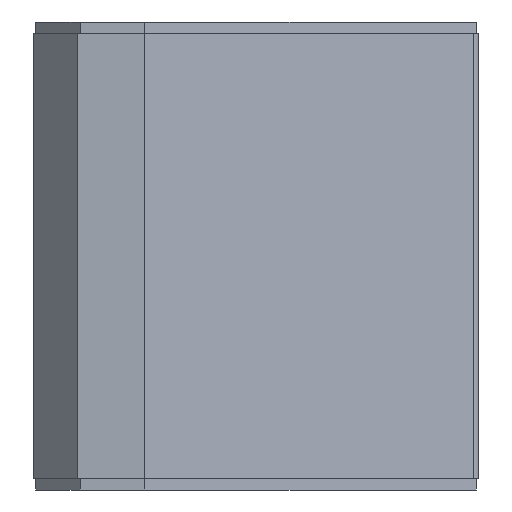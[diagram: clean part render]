
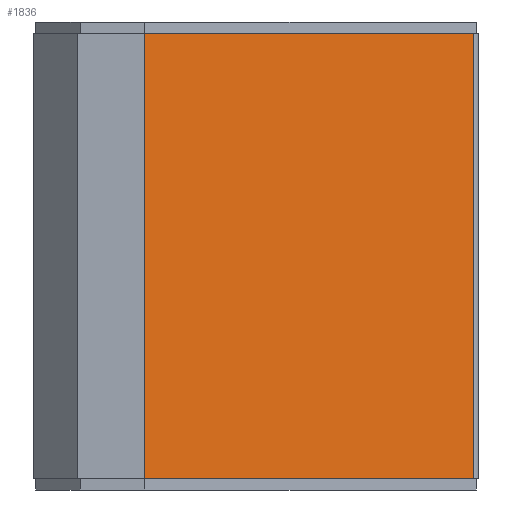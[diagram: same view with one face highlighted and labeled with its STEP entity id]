
A CAD part, left-side view. The second image highlights one B-rep face of the part: STEP entity #1836.
In plain terms, the highlighted planar face has unit normal (-0.981, -0.196, 0).
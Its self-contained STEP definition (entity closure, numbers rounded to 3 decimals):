
#1073 = EDGE_CURVE ( 'NONE', #1077, #1078, #5296, .T. ) ;
#1077 = VERTEX_POINT ( 'NONE', #5352 ) ;
#1078 = VERTEX_POINT ( 'NONE', #5351 ) ;
#1304 = EDGE_CURVE ( 'NONE', #1305, #1078, #5787, .T. ) ;
#1305 = VERTEX_POINT ( 'NONE', #5783 ) ;
#1409 = EDGE_CURVE ( 'NONE', #1077, #1506, #6199, .T. ) ;
#1506 = VERTEX_POINT ( 'NONE', #6400 ) ;
#1833 = ORIENTED_EDGE ( 'NONE', *, *, #2204, .T. ) ;
#1835 = EDGE_LOOP ( 'NONE', ( #1837, #1833, #2022, #2027 ) ) ;
#1836 = ADVANCED_FACE ( 'NONE', ( #7321 ), #7305, .F. ) ;
#1837 = ORIENTED_EDGE ( 'NONE', *, *, #1409, .T. ) ;
#2022 = ORIENTED_EDGE ( 'NONE', *, *, #1304, .T. ) ;
#2027 = ORIENTED_EDGE ( 'NONE', *, *, #1073, .F. ) ;
#2204 = EDGE_CURVE ( 'NONE', #1506, #1305, #8048, .T. ) ;
#5288 = DIRECTION ( 'NONE',  ( 0., 0., 1. ) ) ;
#5289 = VECTOR ( 'NONE', #5288, 1000. ) ;
#5290 = CARTESIAN_POINT ( 'NONE',  ( -27.685, 11.327, -21. ) ) ;
#5296 = LINE ( 'NONE', #5290, #5289 ) ;
#5351 = CARTESIAN_POINT ( 'NONE',  ( -27.685, 11.327, 0. ) ) ;
#5352 = CARTESIAN_POINT ( 'NONE',  ( -27.685, 11.327, -20. ) ) ;
#5783 = CARTESIAN_POINT ( 'NONE',  ( -24.733, -3.432, 0. ) ) ;
#5784 = DIRECTION ( 'NONE',  ( -0.196, 0.981, 0. ) ) ;
#5785 = VECTOR ( 'NONE', #5784, 1000. ) ;
#5786 = CARTESIAN_POINT ( 'NONE',  ( -27.685, 11.327, 0. ) ) ;
#5787 = LINE ( 'NONE', #5786, #5785 ) ;
#6197 = DIRECTION ( 'NONE',  ( 0.196, -0.981, 0. ) ) ;
#6198 = CARTESIAN_POINT ( 'NONE',  ( -26.531, 5.558, -20. ) ) ;
#6199 = LINE ( 'NONE', #6198, #6235 ) ;
#6235 = VECTOR ( 'NONE', #6197, 1000. ) ;
#6400 = CARTESIAN_POINT ( 'NONE',  ( -24.733, -3.432, -20. ) ) ;
#7299 = DIRECTION ( 'NONE',  ( -0.196, 0.981, 0. ) ) ;
#7300 = DIRECTION ( 'NONE',  ( 0.981, 0.196, 0. ) ) ;
#7301 = AXIS2_PLACEMENT_3D ( 'NONE', #7304, #7300, #7299 ) ;
#7304 = CARTESIAN_POINT ( 'NONE',  ( -27.685, 11.327, -21. ) ) ;
#7305 = PLANE ( 'NONE',  #7301 ) ;
#7321 = FACE_OUTER_BOUND ( 'NONE', #1835, .T. ) ;
#8047 = CARTESIAN_POINT ( 'NONE',  ( -24.733, -3.432, 0. ) ) ;
#8048 = LINE ( 'NONE', #8047, #8071 ) ;
#8070 = DIRECTION ( 'NONE',  ( 0., 0., 1. ) ) ;
#8071 = VECTOR ( 'NONE', #8070, 1000. ) ;
